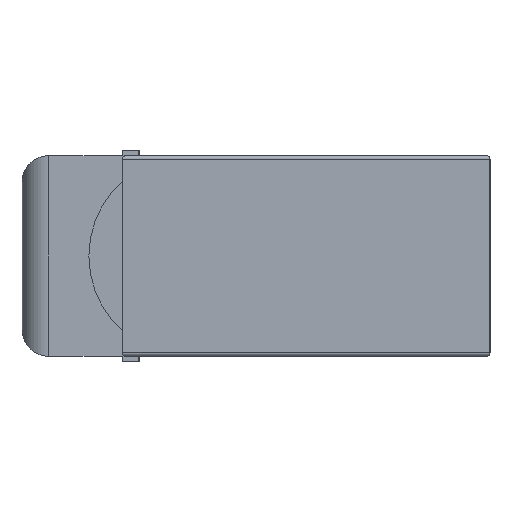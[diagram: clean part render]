
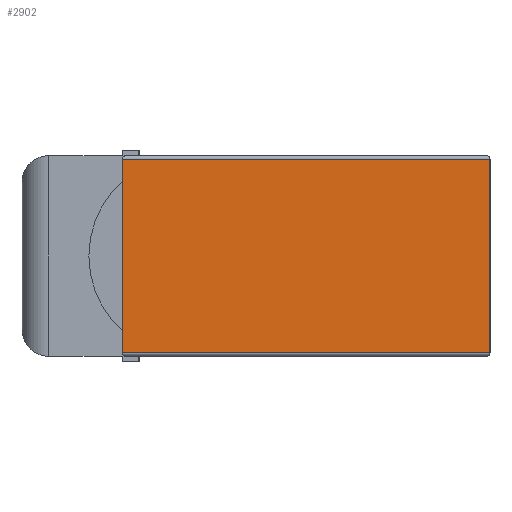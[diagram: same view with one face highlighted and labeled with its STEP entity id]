
A CAD part, left-side view. The second image highlights one B-rep face of the part: STEP entity #2902.
In plain terms, the highlighted planar face has unit normal (-1, 0, 0).
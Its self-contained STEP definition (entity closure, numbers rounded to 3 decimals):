
#611=DIRECTION('',(0.,-1.,0.));
#612=VECTOR('',#611,55.);
#613=CARTESIAN_POINT('',(-66.5,14.,14.5));
#614=LINE('',#613,#612);
#618=DIRECTION('',(0.,1.,0.));
#619=VECTOR('',#618,55.);
#620=CARTESIAN_POINT('',(-66.5,-41.,-14.5));
#621=LINE('',#620,#619);
#625=DIRECTION('',(0.,0.,1.));
#626=VECTOR('',#625,29.);
#627=CARTESIAN_POINT('',(-66.5,14.,-14.5));
#628=LINE('',#627,#626);
#670=DIRECTION('',(0.,0.,1.));
#671=VECTOR('',#670,29.);
#672=CARTESIAN_POINT('',(-66.5,-41.,-14.5));
#673=LINE('',#672,#671);
#2339=CARTESIAN_POINT('',(-66.5,-41.,14.5));
#2340=VERTEX_POINT('',#2339);
#2343=CARTESIAN_POINT('',(-66.5,14.,14.5));
#2344=VERTEX_POINT('',#2343);
#2377=CARTESIAN_POINT('',(-66.5,14.,-14.5));
#2378=VERTEX_POINT('',#2377);
#2379=CARTESIAN_POINT('',(-66.5,-41.,-14.5));
#2380=VERTEX_POINT('',#2379);
#2888=CARTESIAN_POINT('',(-66.5,14.,-15.));
#2889=DIRECTION('',(-1.,0.,0.));
#2890=DIRECTION('',(0.,-1.,0.));
#2891=AXIS2_PLACEMENT_3D('',#2888,#2889,#2890);
#2892=PLANE('',#2891);
#2894=ORIENTED_EDGE('',*,*,#2893,.T.);
#2896=ORIENTED_EDGE('',*,*,#2895,.F.);
#2898=ORIENTED_EDGE('',*,*,#2897,.T.);
#2899=ORIENTED_EDGE('',*,*,#2867,.T.);
#2900=EDGE_LOOP('',(#2894,#2896,#2898,#2899));
#2901=FACE_OUTER_BOUND('',#2900,.F.);
#2902=ADVANCED_FACE('',(#2901),#2892,.T.);
#2867=EDGE_CURVE('',#2378,#2344,#628,.T.);
#2893=EDGE_CURVE('',#2344,#2340,#614,.T.);
#2895=EDGE_CURVE('',#2380,#2340,#673,.T.);
#2897=EDGE_CURVE('',#2380,#2378,#621,.T.);
